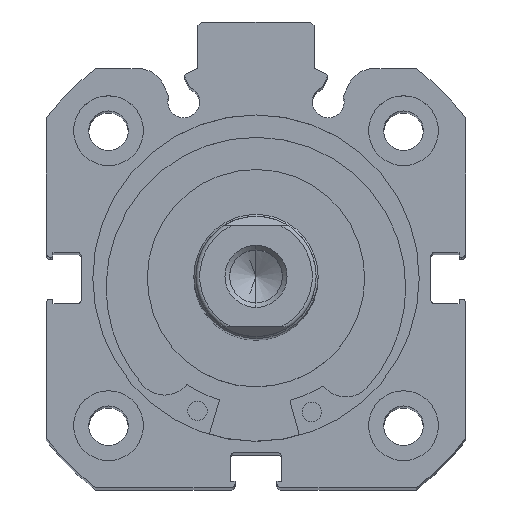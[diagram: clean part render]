
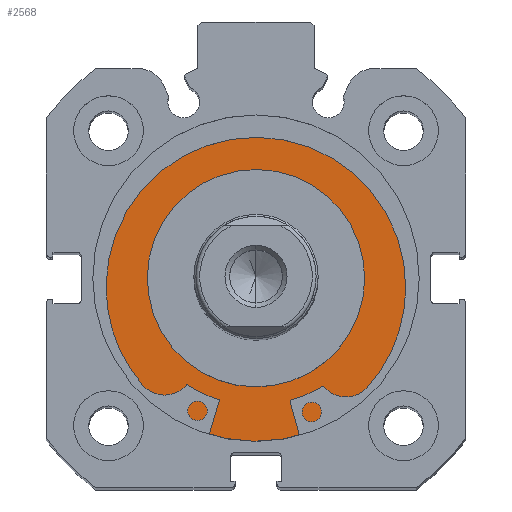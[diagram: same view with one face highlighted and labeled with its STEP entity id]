
A CAD part, top view. The second image highlights one B-rep face of the part: STEP entity #2568.
In plain terms, the highlighted face is planar.
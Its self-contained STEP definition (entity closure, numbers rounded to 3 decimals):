
#1427 = EDGE_LOOP ( 'NONE', ( #3603, #3602 ) ) ;
#1761 = EDGE_LOOP ( 'NONE', ( #3605, #3604 ) ) ;
#2174 = VERTEX_POINT ( 'NONE', #4851 ) ;
#2175 = VERTEX_POINT ( 'NONE', #4852 ) ;
#2229 = VERTEX_POINT ( 'NONE', #4906 ) ;
#2232 = VERTEX_POINT ( 'NONE', #4909 ) ;
#2568 = ADVANCED_FACE ( 'NONE', ( #6141, #6147 ), #5764, .F. ) ;
#2697 = EDGE_CURVE ( 'NONE', #2174, #2175, #6374, .T. ) ;
#2703 = EDGE_CURVE ( 'NONE', #2232, #2229, #6383, .T. ) ;
#2711 = EDGE_CURVE ( 'NONE', #2229, #2232, #6393, .T. ) ;
#2712 = EDGE_CURVE ( 'NONE', #2175, #2174, #6394, .T. ) ;
#3247 = AXIS2_PLACEMENT_3D ( 'NONE', #5763, #5765, #5766 ) ;
#3346 = AXIS2_PLACEMENT_3D ( 'NONE', #6963, #6964, #6965 ) ;
#3350 = AXIS2_PLACEMENT_3D ( 'NONE', #6976, #6977, #6978 ) ;
#3355 = AXIS2_PLACEMENT_3D ( 'NONE', #6993, #6999, #7000 ) ;
#3356 = AXIS2_PLACEMENT_3D ( 'NONE', #6996, #7001, #7002 ) ;
#3602 = ORIENTED_EDGE ( 'NONE', *, *, #2712, .T. ) ;
#3603 = ORIENTED_EDGE ( 'NONE', *, *, #2697, .T. ) ;
#3604 = ORIENTED_EDGE ( 'NONE', *, *, #2711, .F. ) ;
#3605 = ORIENTED_EDGE ( 'NONE', *, *, #2703, .F. ) ;
#4851 = CARTESIAN_POINT ( 'NONE',  ( 3.5, 0., 21. ) ) ;
#4852 = CARTESIAN_POINT ( 'NONE',  ( 3.5, 0., -21. ) ) ;
#4906 = CARTESIAN_POINT ( 'NONE',  ( 3.5, 0., -14. ) ) ;
#4909 = CARTESIAN_POINT ( 'NONE',  ( 3.5, 0., 14. ) ) ;
#5763 = CARTESIAN_POINT ( 'NONE',  ( 3.5, 21., 0. ) ) ;
#5764 = PLANE ( 'NONE',  #3247 ) ;
#5765 = DIRECTION ( 'NONE',  ( 1., 0., 0. ) ) ;
#5766 = DIRECTION ( 'NONE',  ( 0., 0., -1. ) ) ;
#6141 = FACE_BOUND ( 'NONE', #1761, .T. ) ;
#6147 = FACE_OUTER_BOUND ( 'NONE', #1427, .T. ) ;
#6374 = CIRCLE ( 'NONE', #3346, 21. ) ;
#6383 = CIRCLE ( 'NONE', #3350, 14. ) ;
#6393 = CIRCLE ( 'NONE', #3355, 14. ) ;
#6394 = CIRCLE ( 'NONE', #3356, 21. ) ;
#6963 = CARTESIAN_POINT ( 'NONE',  ( 3.5, 0., 0. ) ) ;
#6964 = DIRECTION ( 'NONE',  ( -1., 0., 0. ) ) ;
#6965 = DIRECTION ( 'NONE',  ( 0., 0., 1. ) ) ;
#6976 = CARTESIAN_POINT ( 'NONE',  ( 3.5, 0., 0. ) ) ;
#6977 = DIRECTION ( 'NONE',  ( -1., 0., 0. ) ) ;
#6978 = DIRECTION ( 'NONE',  ( 0., 0., 1. ) ) ;
#6993 = CARTESIAN_POINT ( 'NONE',  ( 3.5, 0., 0. ) ) ;
#6996 = CARTESIAN_POINT ( 'NONE',  ( 3.5, 0., 0. ) ) ;
#6999 = DIRECTION ( 'NONE',  ( -1., 0., 0. ) ) ;
#7000 = DIRECTION ( 'NONE',  ( 0., 0., 1. ) ) ;
#7001 = DIRECTION ( 'NONE',  ( -1., 0., 0. ) ) ;
#7002 = DIRECTION ( 'NONE',  ( 0., 0., 1. ) ) ;
